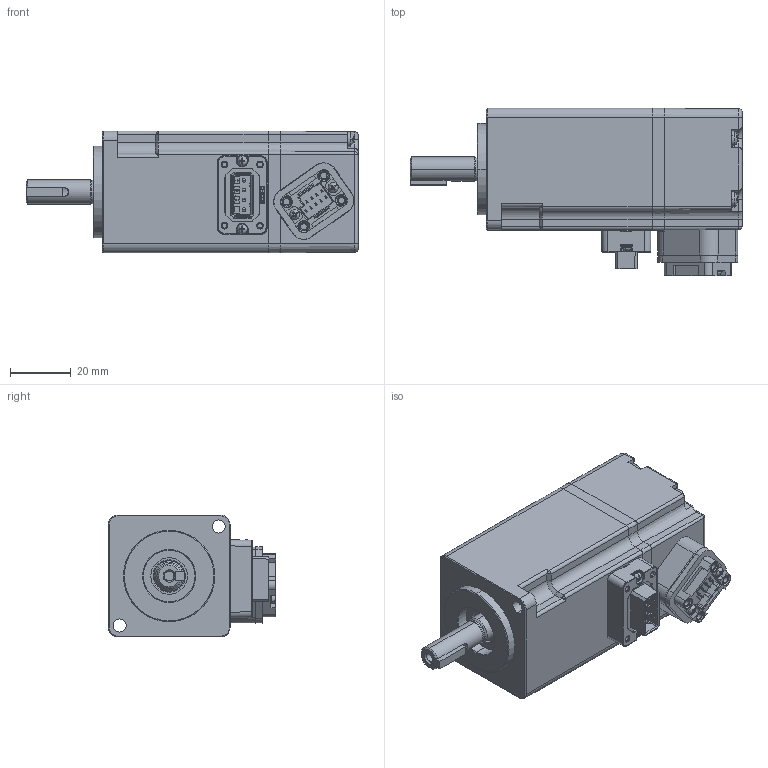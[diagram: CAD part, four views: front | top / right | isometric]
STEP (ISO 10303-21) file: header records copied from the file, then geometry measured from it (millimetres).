
FILE_DESCRIPTION (( 'STEP AP203' ), '1' );
FILE_NAME ('4611170005645.STEP', '2023-08-18T03:18:48', ( '' ), ( '' ), 'SwSTEP 2.0', 'SolidWorks 2015', '' );
FILE_SCHEMA (( 'CONFIG_CONTROL_DESIGN' ));
Length unit declared in the file: millimetre
Products named in the file (1): 4611170005645
Bounding box: 109 x 55 x 40 mm (x, y, z)
Surface area: 21892.8 mm2 (no closed solid volume)
Topology: 0 solids, 45 shells, 652 faces, 2483 edges, 1814 vertices
Faces by surface type: plane 376, cylinder 161, cone 65, bspline 30, torus 12, sphere 8
Entity records: 28410 total; most frequent: CARTESIAN_POINT 8371, DIRECTION 3972, ORIENTED_EDGE 3815, EDGE_CURVE 2459, VERTEX_POINT 1810, VECTOR 1526, LINE 1526, AXIS2_PLACEMENT_3D 1223
